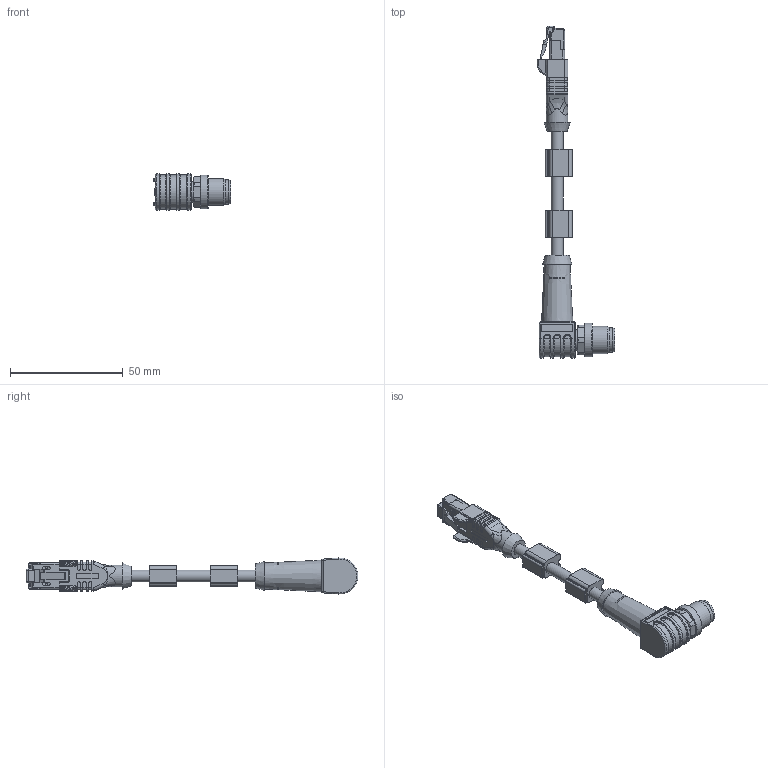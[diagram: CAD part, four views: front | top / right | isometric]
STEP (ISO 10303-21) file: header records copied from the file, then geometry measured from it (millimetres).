
FILE_DESCRIPTION(/* description */ (''),/* implementation_level */ '2;1');
FILE_NAME(/* name */ 'IE-WWAKSY4-m-IE-RJ45SS8.stp',/* time_stamp */ '2018-07-16T13:38:45+02:00',/* author */ (''),/* organization */ (''),/* preprocessor_version */ 'ST-DEVELOPER v16',/* originating_system */ 'SIEMENS PLM Software NX 10.0',/* authorisation */ '');
FILE_SCHEMA (('AUTOMOTIVE_DESIGN { 1 0 10303 214 3 1 1 1 }'));
Length unit declared in the file: millimetre
Products named in the file (1): IE-WWAKSY4-m-IE-RJ45SS8
Bounding box: 34.3 x 147.17 x 15.97 mm (x, y, z)
Volume: 16091.5 mm3; surface area: 8451.7 mm2
Topology: 1 solids, 1 shells, 992 faces, 2590 edges, 1619 vertices
Faces by surface type: plane 432, cylinder 381, torus 65, bspline 54, extrusion 31, sphere 16, cone 13
Full cylindrical faces by diameter (mm): 1 x4, 5.2 x3, 8.3 x1, 9.3 x1, 9.6 x1, 10.5 x1, 10.8 x1, 12 x1, 15 x1
Entity records: 31371 total; most frequent: CARTESIAN_POINT 7079, DIRECTION 5113, ORIENTED_EDGE 5074, EDGE_CURVE 2537, AXIS2_PLACEMENT_3D 1787, VERTEX_POINT 1606, VECTOR 1539, LINE 1508
